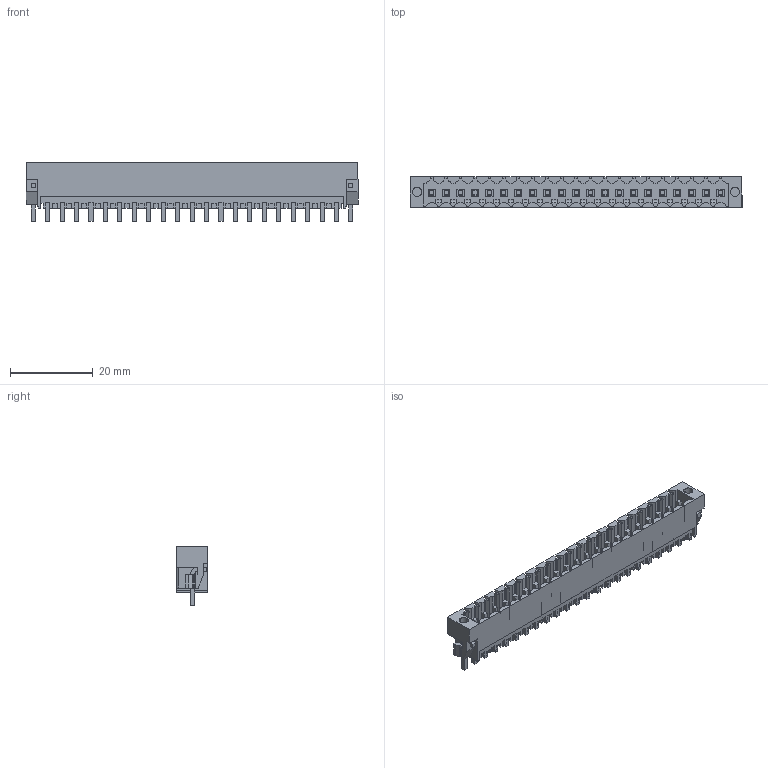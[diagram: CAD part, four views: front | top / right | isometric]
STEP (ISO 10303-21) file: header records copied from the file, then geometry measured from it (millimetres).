
FILE_DESCRIPTION(('CATIA V5 STEP Exchange','CAx-IF Rec.Pracs.--- Model Styling and Organization---1.2---2011-12-15'),'2;1');
FILE_NAME ('D1457288_0_1842730000_1842730000.stp','2018-03-20T10:47:42+00:00',('none'),('Weidmueller'),'CATIA Version 5-6 Release 2014','CATIA V5 STEP AP214','none');
FILE_SCHEMA(('AUTOMOTIVE_DESIGN { 1 0 10303 214 1 1 1 1 }'));
Length unit declared in the file: millimetre
Products named in the file (1): 1842730000
Bounding box: 80.45 x 7.45 x 14.25 mm (x, y, z)
Volume: 2686.3 mm3; surface area: 7294.6 mm2
Topology: 24 solids, 24 shells, 1652 faces, 4880 edges, 3319 vertices
Faces by surface type: plane 1493, cylinder 159
Entity records: 52003 total; most frequent: ORIENTED_EDGE 9760, CARTESIAN_POINT 9601, DIRECTION 6409, EDGE_CURVE 4880, VECTOR 4478, LINE 4478, VERTEX_POINT 3319, EDGE_LOOP 1741
